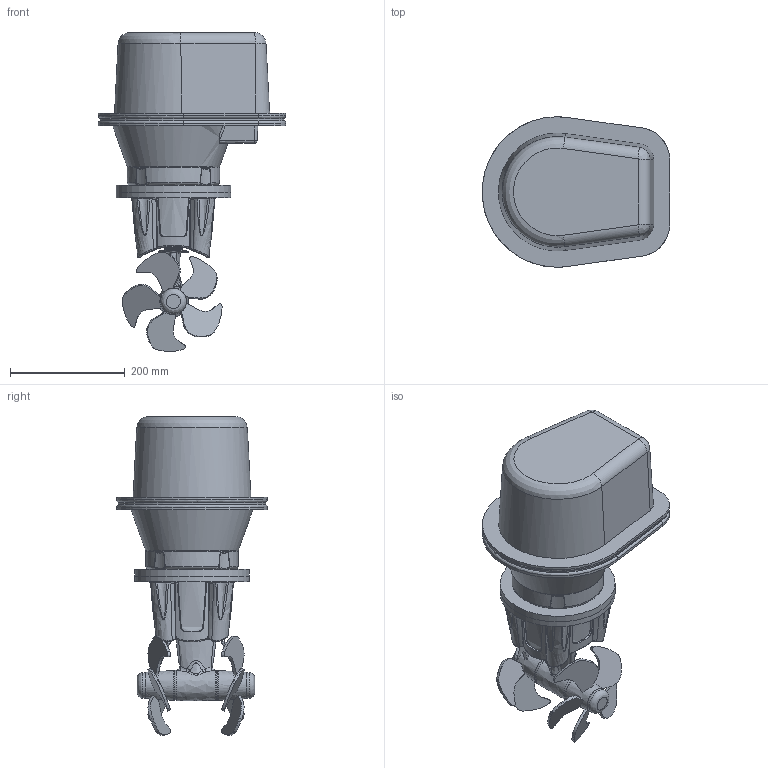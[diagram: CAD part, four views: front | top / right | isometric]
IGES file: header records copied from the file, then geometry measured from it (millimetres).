
Global section: file name: SE80_185mm IP; native system: Autodesk Inventor 2016; preprocessor: unknown; author: Elvira H.; date: 20160322.091311; units: millimetre
Bounding box: 326.14 x 261.96 x 555.46 mm (x, y, z)
Volume: 13323629.6 mm3; surface area: 838019.6 mm2
Topology: 4 solids, 4 shells, 461 faces, 1162 edges, 710 vertices
Faces by surface type: bspline 461
